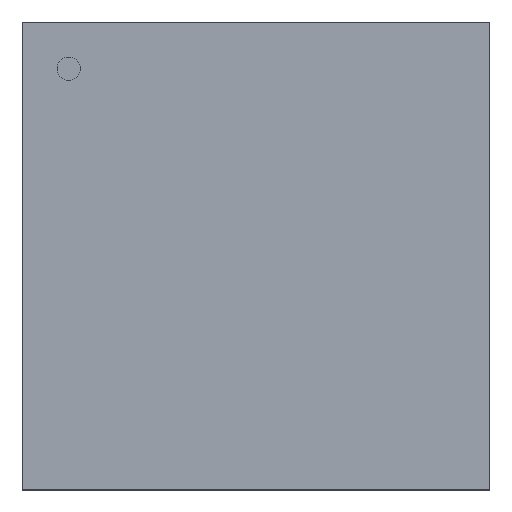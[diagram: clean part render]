
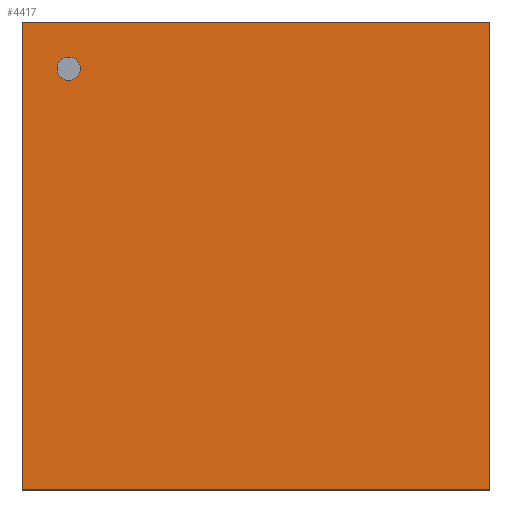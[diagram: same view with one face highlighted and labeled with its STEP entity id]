
A CAD part, top view. The second image highlights one B-rep face of the part: STEP entity #4417.
In plain terms, the highlighted planar face has unit normal (0, 0, 1).
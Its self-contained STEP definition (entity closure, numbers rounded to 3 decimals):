
#4193=CARTESIAN_POINT('',(9.004,-9.004,1.194));
#4192=VERTEX_POINT('',#4193);
#4203=CARTESIAN_POINT('',(-9.004,-9.004,1.194));
#4202=VERTEX_POINT('',#4203);
#4201=EDGE_CURVE('',#4202,#4192,#4206,.T.);
#4206=LINE('',#4203,#4208);
#4208=VECTOR('',#4209,18.009);
#4209=DIRECTION('',(1.0,0.0,0.0));
#4242=CARTESIAN_POINT('',(9.004,9.004,1.194));
#4241=VERTEX_POINT('',#4242);
#4250=EDGE_CURVE('',#4192,#4241,#4255,.T.);
#4255=LINE('',#4193,#4257);
#4257=VECTOR('',#4258,18.009);
#4258=DIRECTION('',(0.0,1.0,0.0));
#4291=CARTESIAN_POINT('',(-9.004,9.004,1.194));
#4290=VERTEX_POINT('',#4291);
#4299=EDGE_CURVE('',#4241,#4290,#4304,.T.);
#4304=LINE('',#4242,#4306);
#4306=VECTOR('',#4307,18.009);
#4307=DIRECTION('',(-1.0,0.0,0.0));
#4348=EDGE_CURVE('',#4290,#4202,#4353,.T.);
#4353=LINE('',#4291,#4355);
#4355=VECTOR('',#4356,18.009);
#4356=DIRECTION('',(0.0,-1.0,0.0));
#4417=ADVANCED_FACE('',(#4423),#4418,.T.);
#4418=PLANE('',#4419);
#4419=AXIS2_PLACEMENT_3D('',#4420,#4421,#4422);
#4420=CARTESIAN_POINT('',(-9.004,-9.004,1.194));
#4421=DIRECTION('',(0.0,0.0,1.0));
#4422=DIRECTION('',(0.,1.,0.));
#4423=FACE_OUTER_BOUND('',#4424,.T.);
#4424=EDGE_LOOP('',(#4425,#4435,#4445,#4455));
#4425=ORIENTED_EDGE('',*,*,#4201,.T.);
#4435=ORIENTED_EDGE('',*,*,#4250,.T.);
#4445=ORIENTED_EDGE('',*,*,#4299,.T.);
#4455=ORIENTED_EDGE('',*,*,#4348,.T.);
